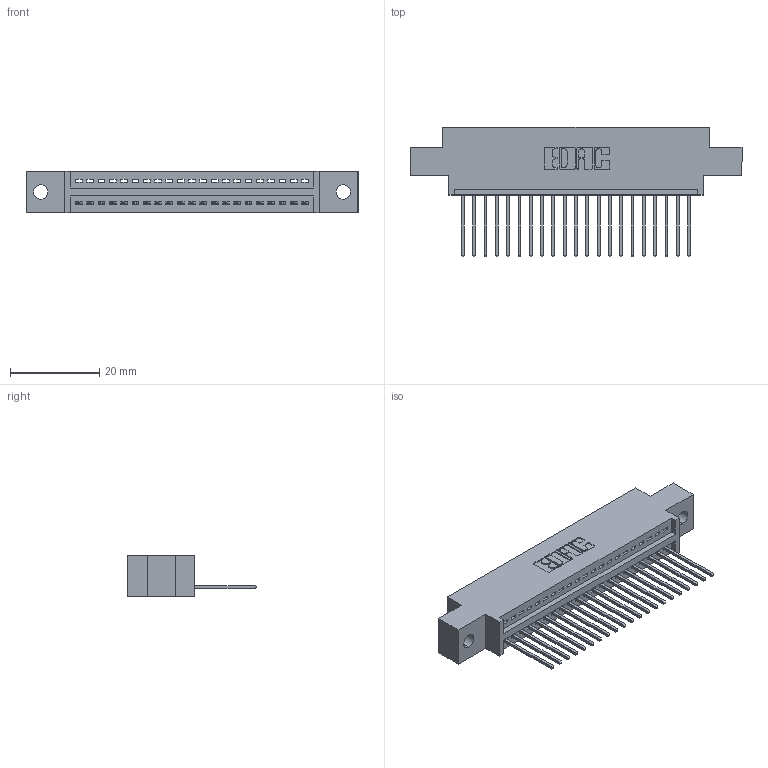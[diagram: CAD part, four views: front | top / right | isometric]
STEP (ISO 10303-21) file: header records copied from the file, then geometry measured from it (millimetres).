
FILE_DESCRIPTION (( 'STEP AP203' ), '1' );
FILE_NAME ('345-021-540-602.STEP', '2018-08-20T09:10:20', ( '' ), ( '' ), 'SwSTEP 2.0', 'SolidWorks 2016', '' );
FILE_SCHEMA (( 'CONFIG_CONTROL_DESIGN' ));
Length unit declared in the file: inch
Products named in the file (3): 345 Part_0.170 Offset - 0.128 Dia; 345-292-001_345-293-140; 345-021-540-602
Assembly tree (22 placements, depth 2):
  345-021-540-602
    345 Part_0.170 Offset - 0.128 Dia
    345-292-001_345-293-140  x21
Bounding box: 74.55 x 29.13 x 9.4 mm (x, y, z)
Volume: 6787.1 mm3; surface area: 8793.7 mm2
Topology: 22 solids, 22 shells, 1348 faces, 4049 edges, 2670 vertices
Faces by surface type: plane 924, cylinder 424
Entity records: 18785 total; most frequent: CARTESIAN_POINT 3263, ORIENTED_EDGE 3218, DIRECTION 2879, EDGE_CURVE 1609, VECTOR 1393, LINE 1393, VERTEX_POINT 1070, AXIS2_PLACEMENT_3D 743
